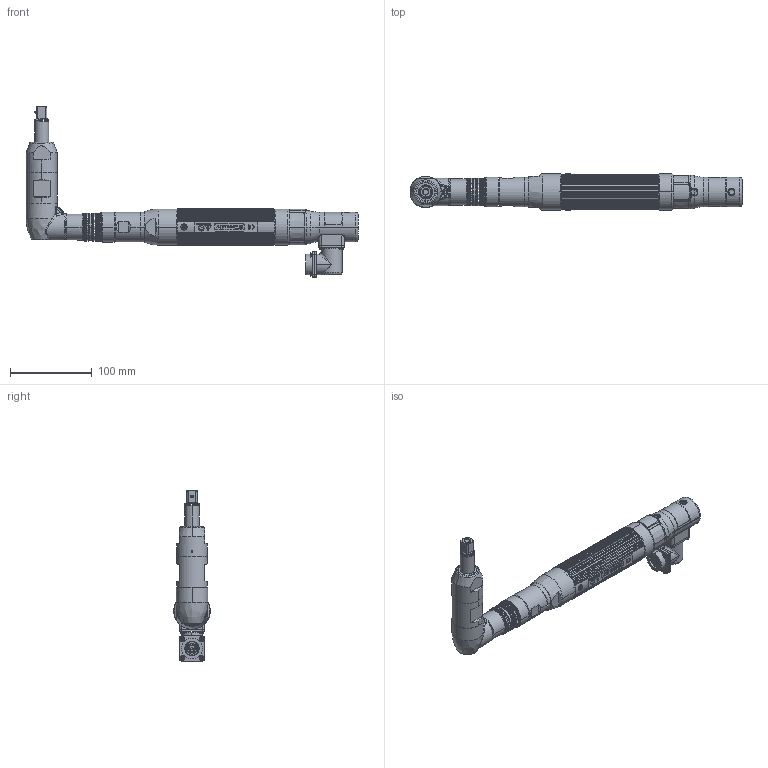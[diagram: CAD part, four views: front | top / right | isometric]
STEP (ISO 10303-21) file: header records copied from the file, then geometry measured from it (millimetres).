
FILE_DESCRIPTION((''),'2;1');
FILE_NAME('EB33MA19F1-40','2012-08-02T',('EJF1116'),(''),'PRO/ENGINEER BY PARAMETRIC TECHNOLOGY CORPORATION, 2010430','PRO/ENGINEER BY PARAMETRIC TECHNOLOGY CORPORATION, 2010430','');
FILE_SCHEMA(('CONFIG_CONTROL_DESIGN'));
Length unit declared in the file: inch
Products named in the file (1): EB33MA19F1-40
Bounding box: 404.91 x 45.57 x 207.95 mm (x, y, z)
Surface area: 83245.2 mm2 (no closed solid volume)
Topology: 0 solids, 102 shells, 717 faces, 4244 edges, 3463 vertices
Faces by surface type: cylinder 307, plane 208, torus 92, cone 64, bspline 44, extrusion 2
Entity records: 47253 total; most frequent: CARTESIAN_POINT 17800, DIRECTION 5430, ORIENTED_EDGE 5374, EDGE_CURVE 4244, VERTEX_POINT 3463, AXIS2_PLACEMENT_3D 1862, VECTOR 1706, LINE 1704
